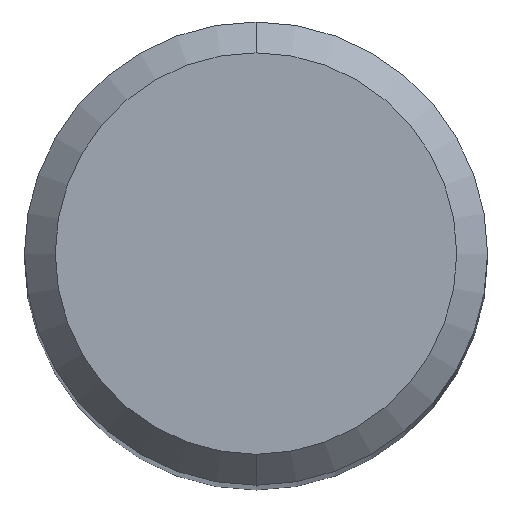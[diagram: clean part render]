
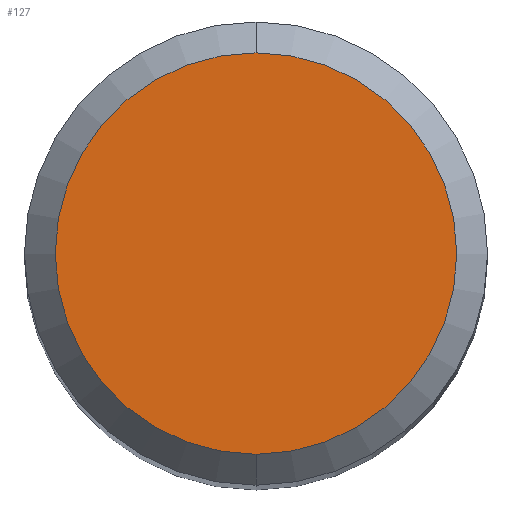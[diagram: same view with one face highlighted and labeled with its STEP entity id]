
A CAD part, top view. The second image highlights one B-rep face of the part: STEP entity #127.
In plain terms, the highlighted planar face has unit normal (0, 0, 1).
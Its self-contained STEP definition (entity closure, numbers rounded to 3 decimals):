
#113=EDGE_CURVE('',#161,#175,#245,.T.);
#127=ADVANCED_FACE('',(#260),#261,.T.);
#141=EDGE_CURVE('',#175,#161,#275,.T.);
#161=VERTEX_POINT('',#297);
#175=VERTEX_POINT('',#314);
#245=CIRCLE('',#392,2.6);
#260=FACE_OUTER_BOUND('',#409,.T.);
#261=PLANE('',#410);
#275=CIRCLE('',#430,2.6);
#297=CARTESIAN_POINT('',(0.0,2.6,0.0));
#314=CARTESIAN_POINT('',(0.,-2.6,0.0));
#392=AXIS2_PLACEMENT_3D('',#536,#537,#538);
#409=EDGE_LOOP('',(#555,#556));
#410=AXIS2_PLACEMENT_3D('',#557,#558,#559);
#430=AXIS2_PLACEMENT_3D('',#569,#570,#571);
#536=CARTESIAN_POINT('',(0.0,0.0,0.0));
#537=DIRECTION('',(0.0,0.0,-1.0));
#538=DIRECTION('',(0.0,1.0,0.0));
#555=ORIENTED_EDGE('',*,*,#113,.F.);
#556=ORIENTED_EDGE('',*,*,#141,.F.);
#557=CARTESIAN_POINT('',(0.0,1.3,0.0));
#558=DIRECTION('',(-0.0,0.0,1.0));
#559=DIRECTION('',(0.0,-1.0,0.0));
#569=CARTESIAN_POINT('',(0.0,0.0,0.0));
#570=DIRECTION('',(0.0,0.0,-1.0));
#571=DIRECTION('',(0.0,1.0,0.0));
